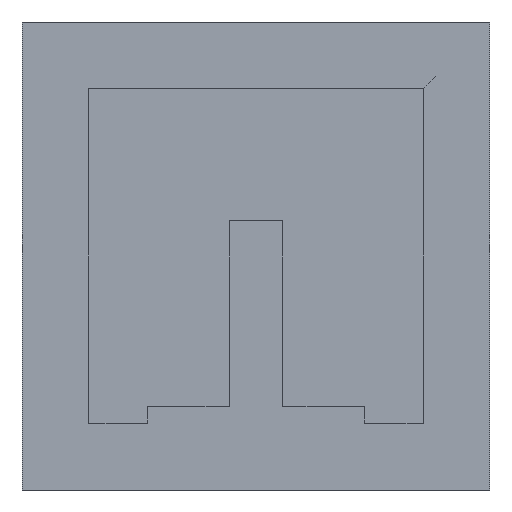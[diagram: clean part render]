
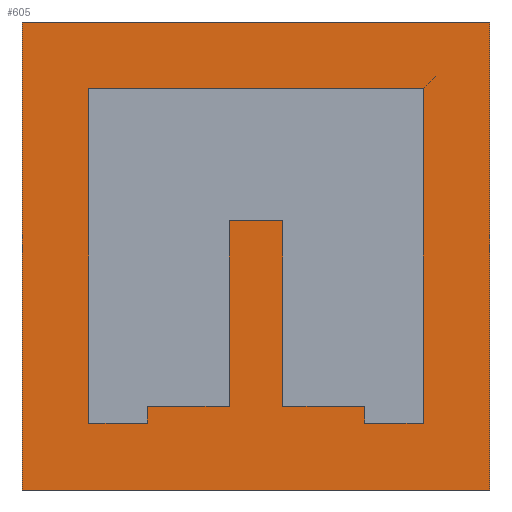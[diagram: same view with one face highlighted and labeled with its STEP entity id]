
A CAD part, front view. The second image highlights one B-rep face of the part: STEP entity #605.
In plain terms, the highlighted planar face has unit normal (0, -1, 0).
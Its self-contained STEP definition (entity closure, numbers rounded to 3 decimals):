
#1 = VERTEX_POINT ( 'NONE', #1028 ) ;
#2 = LINE ( 'NONE', #498, #46 ) ;
#6 = EDGE_CURVE ( 'NONE', #961, #948, #676, .T. ) ;
#8 = ORIENTED_EDGE ( 'NONE', *, *, #937, .T. ) ;
#9 = DIRECTION ( 'NONE',  ( 0., 0., -1. ) ) ;
#15 = LINE ( 'NONE', #634, #362 ) ;
#46 = VECTOR ( 'NONE', #335, 1000. ) ;
#68 = VERTEX_POINT ( 'NONE', #962 ) ;
#70 = CARTESIAN_POINT ( 'NONE',  ( -70., 0., 70. ) ) ;
#76 = ORIENTED_EDGE ( 'NONE', *, *, #656, .T. ) ;
#85 = LINE ( 'NONE', #684, #1017 ) ;
#92 = FACE_OUTER_BOUND ( 'NONE', #670, .T. ) ;
#95 = FACE_BOUND ( 'NONE', #728, .T. ) ;
#98 = DIRECTION ( 'NONE',  ( 0., 0., -1. ) ) ;
#101 = CARTESIAN_POINT ( 'NONE',  ( -8., 0., -10.5 ) ) ;
#105 = LINE ( 'NONE', #112, #975 ) ;
#112 = CARTESIAN_POINT ( 'NONE',  ( 0., 0., -45. ) ) ;
#118 = ORIENTED_EDGE ( 'NONE', *, *, #895, .T. ) ;
#132 = VERTEX_POINT ( 'NONE', #198 ) ;
#136 = LINE ( 'NONE', #591, #495 ) ;
#148 = ORIENTED_EDGE ( 'NONE', *, *, #156, .F. ) ;
#154 = ORIENTED_EDGE ( 'NONE', *, *, #725, .F. ) ;
#156 = EDGE_CURVE ( 'NONE', #294, #560, #136, .T. ) ;
#169 = CARTESIAN_POINT ( 'NONE',  ( 32.5, 0., 0. ) ) ;
#171 = CARTESIAN_POINT ( 'NONE',  ( -32.5, 0., -50. ) ) ;
#176 = DIRECTION ( 'NONE',  ( 1., 0., 0. ) ) ;
#198 = CARTESIAN_POINT ( 'NONE',  ( -8., 0., 10.5 ) ) ;
#201 = VERTEX_POINT ( 'NONE', #407 ) ;
#219 = CARTESIAN_POINT ( 'NONE',  ( 50., 0., 50. ) ) ;
#226 = ORIENTED_EDGE ( 'NONE', *, *, #884, .F. ) ;
#236 = CARTESIAN_POINT ( 'NONE',  ( 70., 0., 70. ) ) ;
#237 = AXIS2_PLACEMENT_3D ( 'NONE', #427, #423, #960 ) ;
#261 = LINE ( 'NONE', #101, #633 ) ;
#268 = EDGE_CURVE ( 'NONE', #851, #132, #662, .T. ) ;
#274 = CARTESIAN_POINT ( 'NONE',  ( 32.5, 0., -45. ) ) ;
#294 = VERTEX_POINT ( 'NONE', #171 ) ;
#306 = ORIENTED_EDGE ( 'NONE', *, *, #933, .F. ) ;
#308 = VECTOR ( 'NONE', #872, 1000. ) ;
#309 = EDGE_CURVE ( 'NONE', #1032, #419, #15, .T. ) ;
#319 = CARTESIAN_POINT ( 'NONE',  ( 70., 0., -70. ) ) ;
#322 = CARTESIAN_POINT ( 'NONE',  ( 50., 0., -50. ) ) ;
#335 = DIRECTION ( 'NONE',  ( 0., 0., 1. ) ) ;
#352 = PLANE ( 'NONE',  #237 ) ;
#362 = VECTOR ( 'NONE', #452, 1000. ) ;
#407 = CARTESIAN_POINT ( 'NONE',  ( -70., 0., -70. ) ) ;
#412 = LINE ( 'NONE', #169, #1052 ) ;
#414 = CARTESIAN_POINT ( 'NONE',  ( -50., 0., -50. ) ) ;
#415 = CARTESIAN_POINT ( 'NONE',  ( 50., 0., 50. ) ) ;
#417 = DIRECTION ( 'NONE',  ( -1., 0., 0. ) ) ;
#419 = VERTEX_POINT ( 'NONE', #274 ) ;
#423 = DIRECTION ( 'NONE',  ( 0., 1., 0. ) ) ;
#425 = LINE ( 'NONE', #586, #574 ) ;
#427 = CARTESIAN_POINT ( 'NONE',  ( 0., 0., 0. ) ) ;
#438 = CARTESIAN_POINT ( 'NONE',  ( -8., 0., -45. ) ) ;
#442 = LINE ( 'NONE', #711, #665 ) ;
#447 = LINE ( 'NONE', #415, #1089 ) ;
#452 = DIRECTION ( 'NONE',  ( 1., 0., 0. ) ) ;
#460 = CARTESIAN_POINT ( 'NONE',  ( 50., 0., -50. ) ) ;
#472 = VECTOR ( 'NONE', #491, 1000. ) ;
#473 = VECTOR ( 'NONE', #493, 1000. ) ;
#491 = DIRECTION ( 'NONE',  ( 0., 0., -1. ) ) ;
#493 = DIRECTION ( 'NONE',  ( -1., 0., 0. ) ) ;
#495 = VECTOR ( 'NONE', #1110, 1000. ) ;
#496 = VERTEX_POINT ( 'NONE', #219 ) ;
#498 = CARTESIAN_POINT ( 'NONE',  ( 8., 0., -10.5 ) ) ;
#502 = LINE ( 'NONE', #322, #995 ) ;
#510 = CARTESIAN_POINT ( 'NONE',  ( 70., 0., -70. ) ) ;
#526 = LINE ( 'NONE', #870, #595 ) ;
#527 = VERTEX_POINT ( 'NONE', #414 ) ;
#560 = VERTEX_POINT ( 'NONE', #1031 ) ;
#565 = VERTEX_POINT ( 'NONE', #70 ) ;
#571 = EDGE_CURVE ( 'NONE', #294, #527, #502, .T. ) ;
#574 = VECTOR ( 'NONE', #789, 1000. ) ;
#586 = CARTESIAN_POINT ( 'NONE',  ( 70., 0., 70. ) ) ;
#589 = CARTESIAN_POINT ( 'NONE',  ( 8., 0., 10.5 ) ) ;
#591 = CARTESIAN_POINT ( 'NONE',  ( -32.5, 0., 0. ) ) ;
#595 = VECTOR ( 'NONE', #892, 1000. ) ;
#605 = ADVANCED_FACE ( 'NONE', ( #95, #92 ), #352, .F. ) ;
#616 = CARTESIAN_POINT ( 'NONE',  ( -50., 0., 50. ) ) ;
#633 = VECTOR ( 'NONE', #98, 1000. ) ;
#634 = CARTESIAN_POINT ( 'NONE',  ( 0., 0., -45. ) ) ;
#648 = ORIENTED_EDGE ( 'NONE', *, *, #268, .T. ) ;
#653 = ORIENTED_EDGE ( 'NONE', *, *, #689, .T. ) ;
#654 = ORIENTED_EDGE ( 'NONE', *, *, #571, .T. ) ;
#656 = EDGE_CURVE ( 'NONE', #1, #496, #442, .T. ) ;
#662 = LINE ( 'NONE', #589, #473 ) ;
#665 = VECTOR ( 'NONE', #176, 1000. ) ;
#670 = EDGE_LOOP ( 'NONE', ( #154, #306, #839, #920 ) ) ;
#676 = LINE ( 'NONE', #236, #472 ) ;
#684 = CARTESIAN_POINT ( 'NONE',  ( 50., 0., -50. ) ) ;
#689 = EDGE_CURVE ( 'NONE', #496, #1119, #447, .T. ) ;
#702 = CARTESIAN_POINT ( 'NONE',  ( 70., 0., 70. ) ) ;
#705 = CARTESIAN_POINT ( 'NONE',  ( 8., 0., -45. ) ) ;
#711 = CARTESIAN_POINT ( 'NONE',  ( 50., 0., 50. ) ) ;
#725 = EDGE_CURVE ( 'NONE', #201, #565, #526, .T. ) ;
#728 = EDGE_LOOP ( 'NONE', ( #148, #654, #741, #76, #653, #118, #226, #1103, #8, #648, #1117, #919 ) ) ;
#741 = ORIENTED_EDGE ( 'NONE', *, *, #1014, .T. ) ;
#764 = CARTESIAN_POINT ( 'NONE',  ( 8., 0., 10.5 ) ) ;
#789 = DIRECTION ( 'NONE',  ( 1., 0., 0. ) ) ;
#796 = DIRECTION ( 'NONE',  ( 1., 0., 0. ) ) ;
#839 = ORIENTED_EDGE ( 'NONE', *, *, #6, .F. ) ;
#851 = VERTEX_POINT ( 'NONE', #764 ) ;
#870 = CARTESIAN_POINT ( 'NONE',  ( -70., 0., 70. ) ) ;
#872 = DIRECTION ( 'NONE',  ( 0., 0., 1. ) ) ;
#884 = EDGE_CURVE ( 'NONE', #419, #68, #412, .T. ) ;
#892 = DIRECTION ( 'NONE',  ( 0., 0., 1. ) ) ;
#895 = EDGE_CURVE ( 'NONE', #1119, #68, #85, .T. ) ;
#918 = VECTOR ( 'NONE', #949, 1000. ) ;
#919 = ORIENTED_EDGE ( 'NONE', *, *, #1098, .F. ) ;
#920 = ORIENTED_EDGE ( 'NONE', *, *, #983, .F. ) ;
#931 = DIRECTION ( 'NONE',  ( -1., 0., 0. ) ) ;
#933 = EDGE_CURVE ( 'NONE', #948, #201, #1118, .T. ) ;
#937 = EDGE_CURVE ( 'NONE', #1032, #851, #2, .T. ) ;
#940 = DIRECTION ( 'NONE',  ( 0., 0., -1. ) ) ;
#948 = VERTEX_POINT ( 'NONE', #510 ) ;
#949 = DIRECTION ( 'NONE',  ( -1., 0., 0. ) ) ;
#960 = DIRECTION ( 'NONE',  ( 0., 0., 1. ) ) ;
#961 = VERTEX_POINT ( 'NONE', #702 ) ;
#962 = CARTESIAN_POINT ( 'NONE',  ( 32.5, 0., -50. ) ) ;
#963 = LINE ( 'NONE', #616, #308 ) ;
#975 = VECTOR ( 'NONE', #796, 1000. ) ;
#983 = EDGE_CURVE ( 'NONE', #565, #961, #425, .T. ) ;
#995 = VECTOR ( 'NONE', #931, 1000. ) ;
#1014 = EDGE_CURVE ( 'NONE', #527, #1, #963, .T. ) ;
#1017 = VECTOR ( 'NONE', #417, 1000. ) ;
#1028 = CARTESIAN_POINT ( 'NONE',  ( -50., 0., 50. ) ) ;
#1031 = CARTESIAN_POINT ( 'NONE',  ( -32.5, 0., -45. ) ) ;
#1032 = VERTEX_POINT ( 'NONE', #705 ) ;
#1052 = VECTOR ( 'NONE', #9, 1000. ) ;
#1056 = EDGE_CURVE ( 'NONE', #132, #1057, #261, .T. ) ;
#1057 = VERTEX_POINT ( 'NONE', #438 ) ;
#1089 = VECTOR ( 'NONE', #940, 1000. ) ;
#1098 = EDGE_CURVE ( 'NONE', #560, #1057, #105, .T. ) ;
#1103 = ORIENTED_EDGE ( 'NONE', *, *, #309, .F. ) ;
#1110 = DIRECTION ( 'NONE',  ( 0., 0., 1. ) ) ;
#1117 = ORIENTED_EDGE ( 'NONE', *, *, #1056, .T. ) ;
#1118 = LINE ( 'NONE', #319, #918 ) ;
#1119 = VERTEX_POINT ( 'NONE', #460 ) ;
